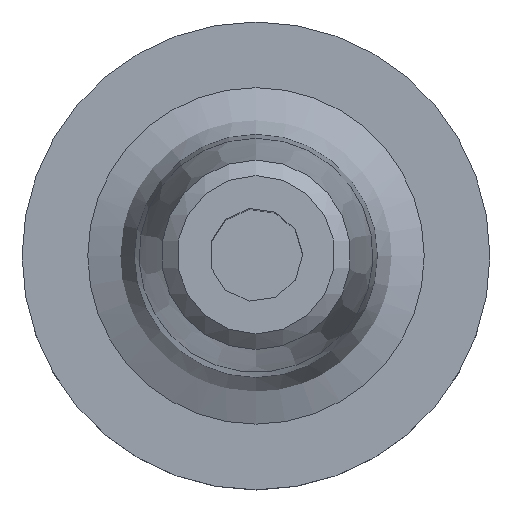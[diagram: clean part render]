
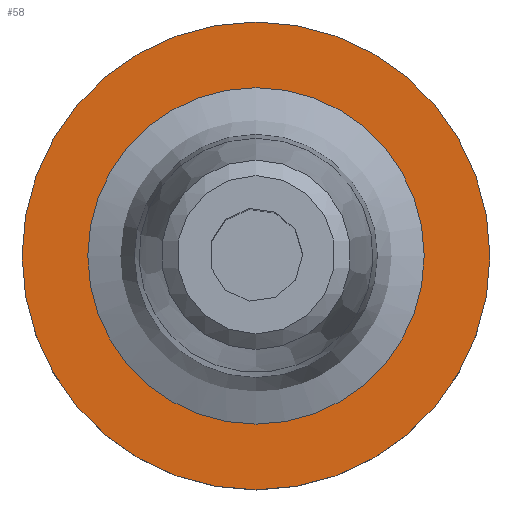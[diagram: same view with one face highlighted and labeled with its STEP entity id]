
A CAD part, top view. The second image highlights one B-rep face of the part: STEP entity #58.
In plain terms, the highlighted planar face has unit normal (0, 0, 1).
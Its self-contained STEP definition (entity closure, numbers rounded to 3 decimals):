
#58=ADVANCED_FACE('',(#86,#87),#72,.F.);
#72=PLANE('',#232);
#86=FACE_BOUND('',#116,.T.);
#87=FACE_BOUND('',#117,.T.);
#116=EDGE_LOOP('',(#148));
#117=EDGE_LOOP('',(#149));
#148=ORIENTED_EDGE('',*,*,#193,.T.);
#149=ORIENTED_EDGE('',*,*,#194,.F.);
#177=VERTEX_POINT('',#337);
#178=VERTEX_POINT('',#340);
#193=EDGE_CURVE('',#177,#177,#209,.T.);
#194=EDGE_CURVE('',#178,#178,#210,.T.);
#209=CIRCLE('',#229,10.785);
#210=CIRCLE('',#231,15.);
#229=AXIS2_PLACEMENT_3D('',#336,#272,#273);
#231=AXIS2_PLACEMENT_3D('',#339,#276,#277);
#232=AXIS2_PLACEMENT_3D('',#341,#278,#279);
#272=DIRECTION('',(0.,0.,-1.));
#273=DIRECTION('',(0.,1.,0.));
#276=DIRECTION('',(0.,0.,-1.));
#277=DIRECTION('',(0.,1.,0.));
#278=DIRECTION('',(0.,0.,-1.));
#279=DIRECTION('',(0.,1.,0.));
#336=CARTESIAN_POINT('',(0.,0.,5.));
#337=CARTESIAN_POINT('',(0.,10.785,5.));
#339=CARTESIAN_POINT('',(0.,0.,5.));
#340=CARTESIAN_POINT('',(0.,15.,5.));
#341=CARTESIAN_POINT('',(-7.876,0.,5.));
